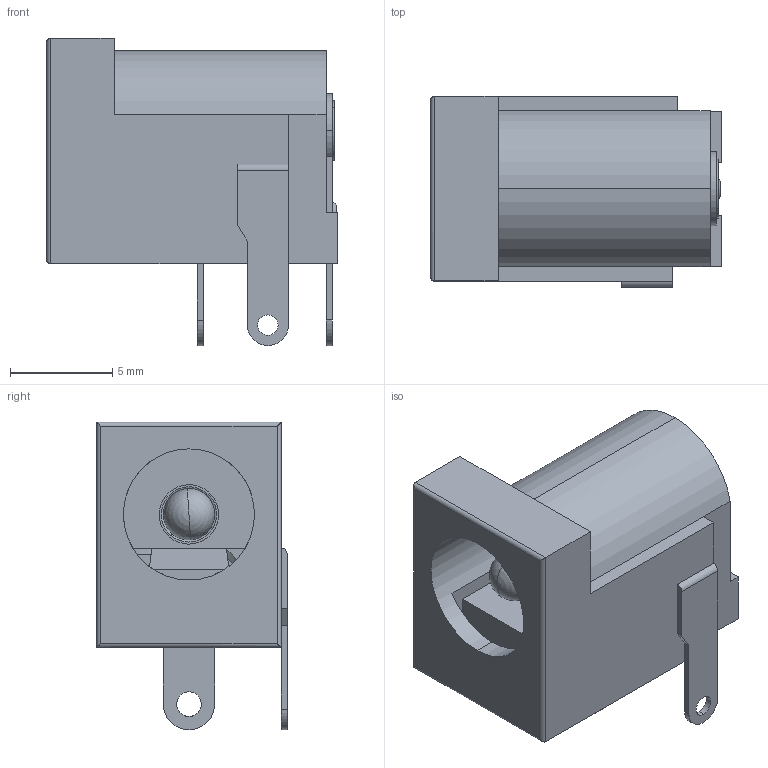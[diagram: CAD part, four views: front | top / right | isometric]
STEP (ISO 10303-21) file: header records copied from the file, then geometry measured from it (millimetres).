
FILE_DESCRIPTION (( 'STEP AP214' ), '1' );
FILE_NAME ('DC-IN-TH_DC005-2.5MM.STEP', '2023-10-23T06:33:32', ( '' ), ( '' ), 'SwSTEP 2.0', 'SolidWorks 2020', '' );
FILE_SCHEMA (( 'AUTOMOTIVE_DESIGN' ));
Length unit declared in the file: millimetre
Products named in the file (1): DC-IN-TH_DC005-2.5MM
Bounding box: 14.2 x 9.3 x 15.01 mm (x, y, z)
Volume: 892.5 mm3; surface area: 1181.6 mm2
Topology: 2 solids, 2 shells, 358 faces, 977 edges, 643 vertices
Faces by surface type: plane 213, bspline 100, cylinder 35, torus 6, sphere 4
Entity records: 15753 total; most frequent: CARTESIAN_POINT 3375, ORIENTED_EDGE 1942, DIRECTION 1362, EDGE_CURVE 971, VECTOR 674, LINE 674, VERTEX_POINT 641, EDGE_LOOP 390
